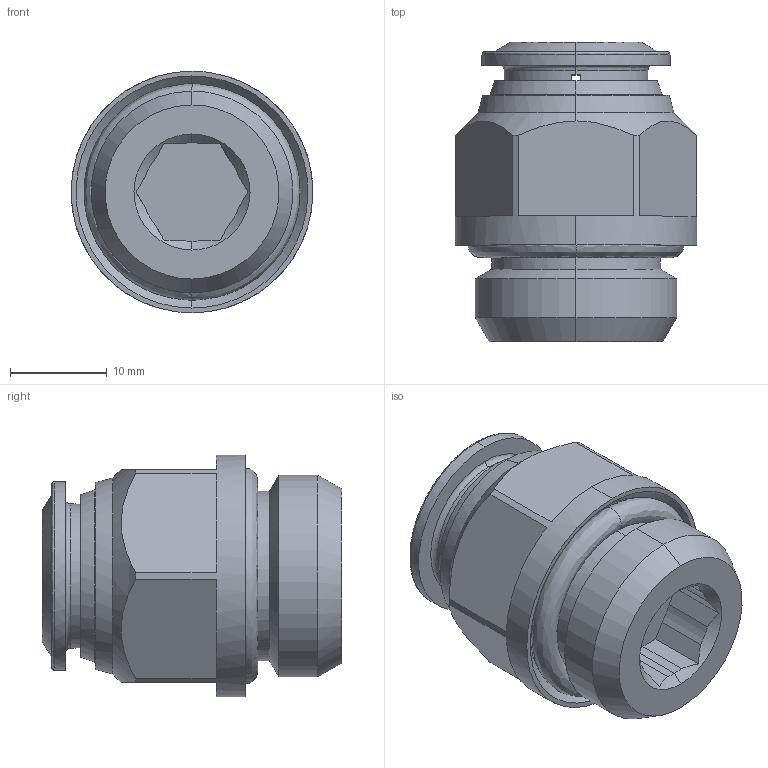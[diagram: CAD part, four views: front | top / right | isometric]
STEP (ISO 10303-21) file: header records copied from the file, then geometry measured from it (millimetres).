
FILE_DESCRIPTION (( 'STEP AP214' ), '1' );
FILE_NAME ('PC12-G04_ME.STEP', '2018-09-06T08:44:37', ( '' ), ( '' ), 'SwSTEP 2.0', 'SolidWorks 2018', '' );
FILE_SCHEMA (( 'AUTOMOTIVE_DESIGN' ));
Length unit declared in the file: millimetre
Products named in the file (1): PC12-G04_ME
Bounding box: 25 x 31 x 25 mm (x, y, z)
Volume: 9539.5 mm3; surface area: 4032.7 mm2
Topology: 1 solids, 1 shells, 93 faces, 230 edges, 145 vertices
Faces by surface type: bspline 93
Entity records: 4349 total; most frequent: CARTESIAN_POINT 2948, ORIENTED_EDGE 460, EDGE_CURVE 230, B_SPLINE_CURVE_WITH_KNOTS 164, VERTEX_POINT 145, EDGE_LOOP 103, ADVANCED_FACE 93, FACE_OUTER_BOUND 93
